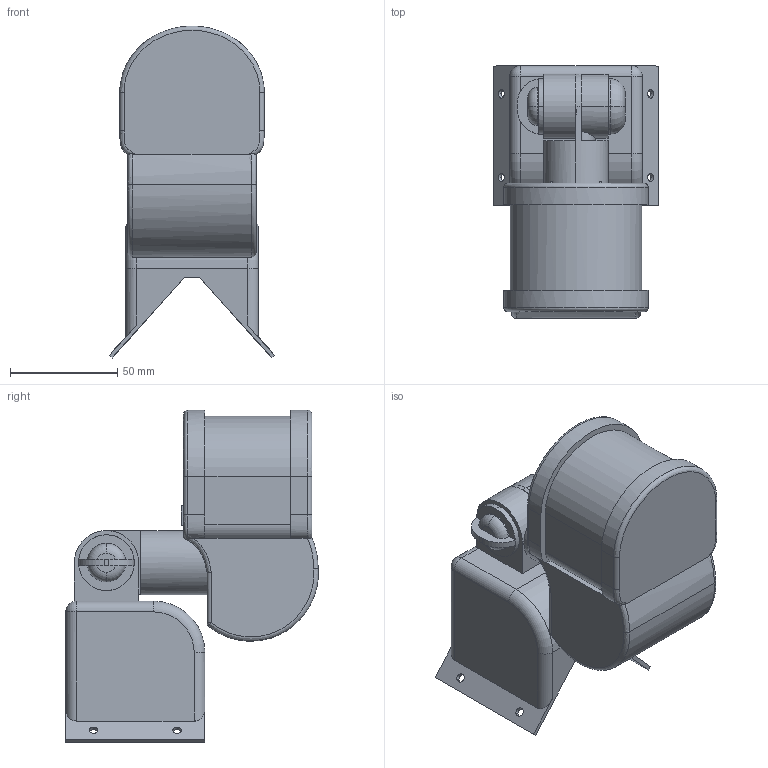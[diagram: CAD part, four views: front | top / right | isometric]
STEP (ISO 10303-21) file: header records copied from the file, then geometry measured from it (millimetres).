
FILE_DESCRIPTION (( 'STEP AP214' ), '1' );
FILE_NAME ('蒿-18ﾂ.STEP', '2017-09-06T08:18:22', ( '' ), ( '' ), 'SwSTEP 2.0', 'SolidWorks 2014', '' );
FILE_SCHEMA (( 'AUTOMOTIVE_DESIGN' ));
Length unit declared in the file: millimetre
Products named in the file (1): 蒿-18ﾂ
Bounding box: 77.29 x 117.95 x 155.07 mm (x, y, z)
Volume: 536328.4 mm3; surface area: 63291 mm2
Topology: 1 solids, 1 shells, 223 faces, 541 edges, 324 vertices
Faces by surface type: plane 98, cylinder 75, bspline 27, torus 14, sphere 9
Entity records: 8958 total; most frequent: CARTESIAN_POINT 3887, ORIENTED_EDGE 1064, DIRECTION 1032, EDGE_CURVE 532, AXIS2_PLACEMENT_3D 389, VERTEX_POINT 324, LINE 254, VECTOR 254
